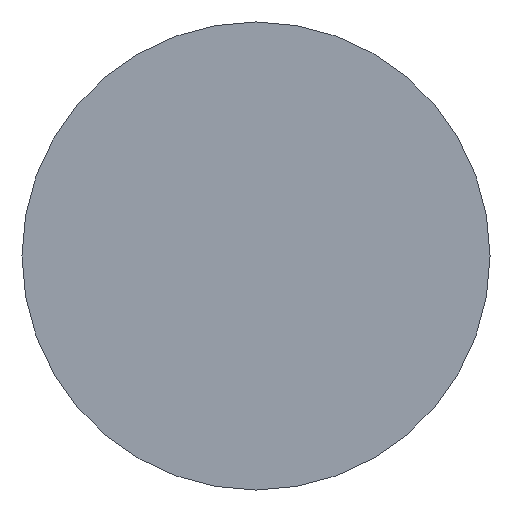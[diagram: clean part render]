
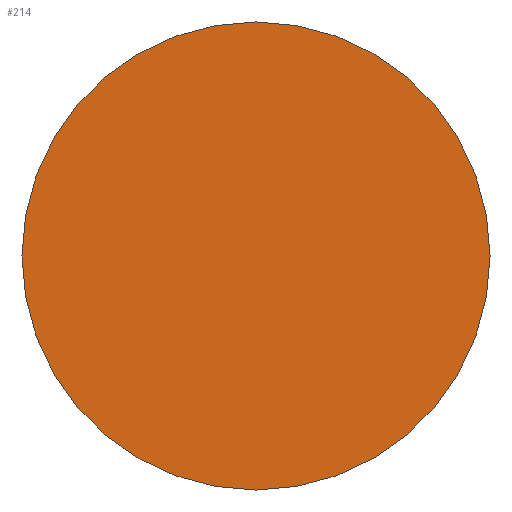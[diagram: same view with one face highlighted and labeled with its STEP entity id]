
A CAD part, front view. The second image highlights one B-rep face of the part: STEP entity #214.
In plain terms, the highlighted planar face has unit normal (0, -1, 0).
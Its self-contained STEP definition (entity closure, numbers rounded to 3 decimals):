
#24=PLANE('',#268);
#36=FACE_OUTER_BOUND('',#53,.T.);
#53=EDGE_LOOP('',(#182));
#87=CIRCLE('',#269,0.7);
#107=VERTEX_POINT('',#405);
#133=EDGE_CURVE('',#107,#107,#87,.T.);
#182=ORIENTED_EDGE('',*,*,#133,.T.);
#214=ADVANCED_FACE('',(#36),#24,.F.);
#268=AXIS2_PLACEMENT_3D('',#404,#340,#341);
#269=AXIS2_PLACEMENT_3D('',#406,#342,#343);
#340=DIRECTION('center_axis',(0.,1.,0.));
#341=DIRECTION('ref_axis',(0.,0.,1.));
#342=DIRECTION('center_axis',(0.,-1.,0.));
#343=DIRECTION('ref_axis',(1.,0.,0.));
#404=CARTESIAN_POINT('Origin',(0.,-1.725,0.));
#405=CARTESIAN_POINT('',(-0.7,-1.725,0.));
#406=CARTESIAN_POINT('Origin',(0.,-1.725,0.));
